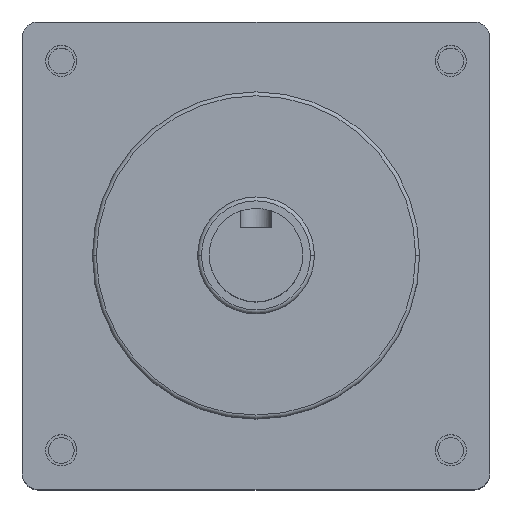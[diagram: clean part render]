
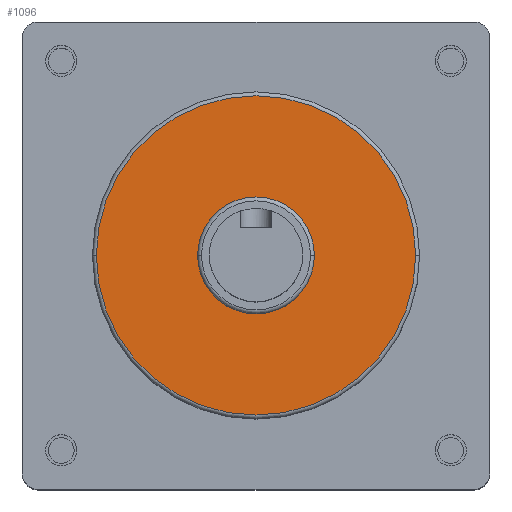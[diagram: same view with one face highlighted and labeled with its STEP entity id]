
A CAD part, top view. The second image highlights one B-rep face of the part: STEP entity #1096.
In plain terms, the highlighted planar face has unit normal (0, 0, 1).
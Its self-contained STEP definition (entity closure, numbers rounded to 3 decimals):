
#61 = VERTEX_POINT ( 'NONE', #740 ) ;
#84 = EDGE_LOOP ( 'NONE', ( #1119, #1150 ) ) ;
#98 = EDGE_LOOP ( 'NONE', ( #1189, #1218 ) ) ;
#125 = VERTEX_POINT ( 'NONE', #710 ) ;
#133 = VERTEX_POINT ( 'NONE', #739 ) ;
#139 = VERTEX_POINT ( 'NONE', #732 ) ;
#191 = AXIS2_PLACEMENT_3D ( 'NONE', #2170, #2171, #2172 ) ;
#195 = CIRCLE ( 'NONE', #191, 7.5 ) ;
#207 = AXIS2_PLACEMENT_3D ( 'NONE', #2148, #2149, #2150 ) ;
#208 = CIRCLE ( 'NONE', #207, 20.5 ) ;
#458 = AXIS2_PLACEMENT_3D ( 'NONE', #1424, #1425, #1426 ) ;
#469 = CIRCLE ( 'NONE', #544, 7.5 ) ;
#472 = CIRCLE ( 'NONE', #593, 20.5 ) ;
#544 = AXIS2_PLACEMENT_3D ( 'NONE', #1472, #1473, #1474 ) ;
#593 = AXIS2_PLACEMENT_3D ( 'NONE', #1400, #1401, #1402 ) ;
#710 = CARTESIAN_POINT ( 'NONE',  ( 7.5, 0., 15. ) ) ;
#732 = CARTESIAN_POINT ( 'NONE',  ( 20.5, 0., 15. ) ) ;
#739 = CARTESIAN_POINT ( 'NONE',  ( -7.5, 0., 15. ) ) ;
#740 = CARTESIAN_POINT ( 'NONE',  ( -20.5, 0., 15. ) ) ;
#1088 = EDGE_CURVE ( 'NONE', #61, #139, #472, .T. ) ;
#1096 = ADVANCED_FACE ( 'NONE', ( #2665, #2666 ), #1423, .T. ) ;
#1113 = EDGE_CURVE ( 'NONE', #133, #125, #469, .T. ) ;
#1119 = ORIENTED_EDGE ( 'NONE', *, *, #2286, .T. ) ;
#1150 = ORIENTED_EDGE ( 'NONE', *, *, #1088, .T. ) ;
#1189 = ORIENTED_EDGE ( 'NONE', *, *, #1113, .F. ) ;
#1218 = ORIENTED_EDGE ( 'NONE', *, *, #2294, .F. ) ;
#1400 = CARTESIAN_POINT ( 'NONE',  ( 0., 0., 15. ) ) ;
#1401 = DIRECTION ( 'NONE',  ( 0., 0., 1. ) ) ;
#1402 = DIRECTION ( 'NONE',  ( 1., 0., 0. ) ) ;
#1423 = PLANE ( 'NONE',  #458 ) ;
#1424 = CARTESIAN_POINT ( 'NONE',  ( 0., 0., 15. ) ) ;
#1425 = DIRECTION ( 'NONE',  ( 0., 0., 1. ) ) ;
#1426 = DIRECTION ( 'NONE',  ( 1., 0., 0. ) ) ;
#1472 = CARTESIAN_POINT ( 'NONE',  ( 0., 0., 15. ) ) ;
#1473 = DIRECTION ( 'NONE',  ( 0., 0., 1. ) ) ;
#1474 = DIRECTION ( 'NONE',  ( 1., 0., 0. ) ) ;
#2148 = CARTESIAN_POINT ( 'NONE',  ( 0., 0., 15. ) ) ;
#2149 = DIRECTION ( 'NONE',  ( 0., 0., 1. ) ) ;
#2150 = DIRECTION ( 'NONE',  ( 1., 0., 0. ) ) ;
#2170 = CARTESIAN_POINT ( 'NONE',  ( 0., 0., 15. ) ) ;
#2171 = DIRECTION ( 'NONE',  ( 0., 0., 1. ) ) ;
#2172 = DIRECTION ( 'NONE',  ( 1., 0., 0. ) ) ;
#2286 = EDGE_CURVE ( 'NONE', #139, #61, #208, .T. ) ;
#2294 = EDGE_CURVE ( 'NONE', #125, #133, #195, .T. ) ;
#2665 = FACE_OUTER_BOUND ( 'NONE', #84, .T. ) ;
#2666 = FACE_BOUND ( 'NONE', #98, .T. ) ;
